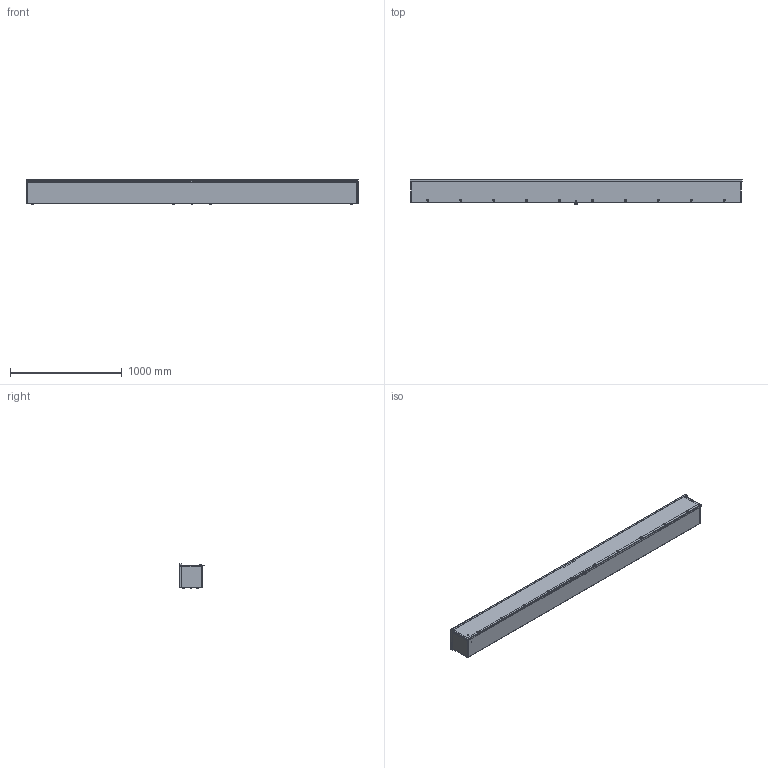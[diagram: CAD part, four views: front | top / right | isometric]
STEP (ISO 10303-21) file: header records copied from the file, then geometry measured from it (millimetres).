
FILE_DESCRIPTION (( 'STEP AP203' ), '1' );
FILE_NAME ('C3RWT8116_Default.step', '2019-11-13T14:05:05', ( '' ), ( '' ), 'SwSTEP 2.0', 'SolidWorks 2019', '' );
FILE_SCHEMA (( 'CONFIG_CONTROL_DESIGN' ));
Products named in the file (1): C3RWT8116_Default
Bounding box: 2968.62 x 225.32 x 218.29 mm (x, y, z)
Volume: 5016250.9 mm3; surface area: 5539345 mm2
Topology: 44 solids, 44 shells, 1696 faces, 4278 edges, 2730 vertices
Faces by surface type: plane 925, cylinder 547, cone 116, bspline 88, torus 20
Entity records: 55741 total; most frequent: CARTESIAN_POINT 14613, DIRECTION 8612, ORIENTED_EDGE 8548, EDGE_CURVE 4274, AXIS2_PLACEMENT_3D 3093, VERTEX_POINT 2730, LINE 2426, VECTOR 2426
